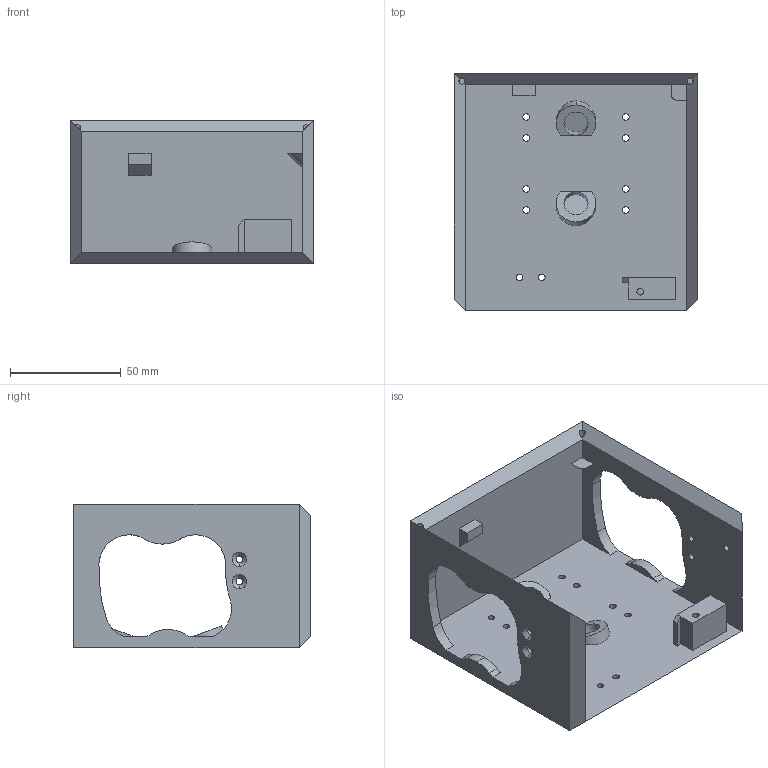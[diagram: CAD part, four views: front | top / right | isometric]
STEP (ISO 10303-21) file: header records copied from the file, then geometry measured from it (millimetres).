
FILE_DESCRIPTION (( 'STEP AP203' ), '1' );
FILE_NAME ('Chassis (1).STEP', '2024-07-11T18:29:57', ( '微软用户' ), ( '微软中国' ), 'SwSTEP 2.0', 'SolidWorks 2023', '' );
FILE_SCHEMA (( 'CONFIG_CONTROL_DESIGN' ));
Length unit declared in the file: millimetre
Products named in the file (1): Chassis (1)
Bounding box: 110 x 107 x 65 mm (x, y, z)
Volume: 125209.6 mm3; surface area: 57259.7 mm2
Topology: 1 solids, 1 shells, 137 faces, 351 edges, 221 vertices
Faces by surface type: cylinder 68, plane 39, cone 30
Entity records: 4318 total; most frequent: DIRECTION 770, CARTESIAN_POINT 755, ORIENTED_EDGE 702, EDGE_CURVE 351, AXIS2_PLACEMENT_3D 295, VERTEX_POINT 221, VECTOR 180, LINE 180
